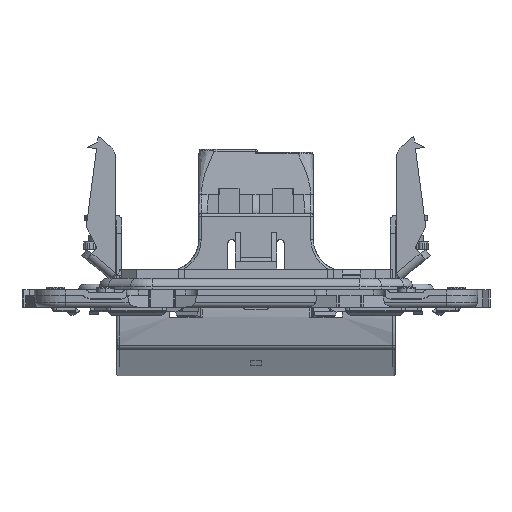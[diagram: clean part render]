
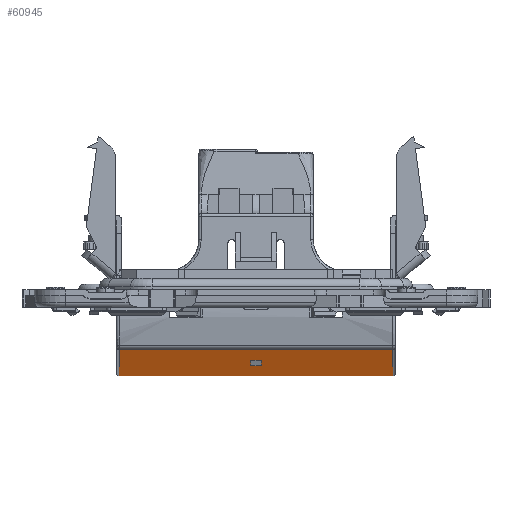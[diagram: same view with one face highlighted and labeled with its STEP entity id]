
A CAD part, left-side view. The second image highlights one B-rep face of the part: STEP entity #60945.
In plain terms, the highlighted planar face has unit normal (-0.104, 0, -0.995).
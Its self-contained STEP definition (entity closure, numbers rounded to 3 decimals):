
#345 = DIRECTION ( 'NONE',  ( 0.995, 0., -0.105 ) ) ;
#3705 = DIRECTION ( 'NONE',  ( 0.995, 0., -0.105 ) ) ;
#11867 = CARTESIAN_POINT ( 'NONE',  ( -121.336, 130.829, -4.346 ) ) ;
#14473 = CARTESIAN_POINT ( 'NONE',  ( -101.308, 88.915, -6.451 ) ) ;
#16680 = VERTEX_POINT ( 'NONE', #43316 ) ;
#17381 = DIRECTION ( 'NONE',  ( -0.995, 0., 0.105 ) ) ;
#17821 = FACE_OUTER_BOUND ( 'NONE', #47352, .T. ) ;
#20736 = EDGE_CURVE ( 'NONE', #65437, #16680, #51174, .T. ) ;
#22893 = AXIS2_PLACEMENT_3D ( 'NONE', #72580, #37903, #17381 ) ;
#24206 = CARTESIAN_POINT ( 'NONE',  ( -121.336, 132.615, -4.346 ) ) ;
#29178 = VECTOR ( 'NONE', #70888, 1000. ) ;
#37903 = DIRECTION ( 'NONE',  ( -0.105, 0., -0.995 ) ) ;
#39313 = LINE ( 'NONE', #14473, #61439 ) ;
#40501 = ORIENTED_EDGE ( 'NONE', *, *, #58849, .T. ) ;
#41940 = CARTESIAN_POINT ( 'NONE',  ( -81.28, 88.915, -8.556 ) ) ;
#42180 = LINE ( 'NONE', #43076, #29178 ) ;
#43076 = CARTESIAN_POINT ( 'NONE',  ( -81.28, 110.765, -8.556 ) ) ;
#43316 = CARTESIAN_POINT ( 'NONE',  ( -81.28, 132.615, -8.556 ) ) ;
#44769 = PLANE ( 'NONE',  #22893 ) ;
#47352 = EDGE_LOOP ( 'NONE', ( #40501, #54569, #75962, #79053 ) ) ;
#48775 = EDGE_CURVE ( 'NONE', #52922, #16680, #42180, .T. ) ;
#51174 = LINE ( 'NONE', #73031, #73867 ) ;
#52922 = VERTEX_POINT ( 'NONE', #41940 ) ;
#54569 = ORIENTED_EDGE ( 'NONE', *, *, #20736, .T. ) ;
#55164 = LINE ( 'NONE', #11867, #76580 ) ;
#55761 = VERTEX_POINT ( 'NONE', #59124 ) ;
#58849 = EDGE_CURVE ( 'NONE', #55761, #65437, #55164, .T. ) ;
#59124 = CARTESIAN_POINT ( 'NONE',  ( -121.336, 88.915, -4.346 ) ) ;
#60945 = ADVANCED_FACE ( 'NONE', ( #17821 ), #44769, .T. ) ;
#61439 = VECTOR ( 'NONE', #345, 1000. ) ;
#65437 = VERTEX_POINT ( 'NONE', #24206 ) ;
#70828 = EDGE_CURVE ( 'NONE', #55761, #52922, #39313, .T. ) ;
#70888 = DIRECTION ( 'NONE',  ( 0., 1., 0. ) ) ;
#72580 = CARTESIAN_POINT ( 'NONE',  ( -101.308, 130.829, -6.451 ) ) ;
#73031 = CARTESIAN_POINT ( 'NONE',  ( -101.308, 132.615, -6.451 ) ) ;
#73867 = VECTOR ( 'NONE', #3705, 1000. ) ;
#75962 = ORIENTED_EDGE ( 'NONE', *, *, #48775, .F. ) ;
#76580 = VECTOR ( 'NONE', #82985, 1000. ) ;
#79053 = ORIENTED_EDGE ( 'NONE', *, *, #70828, .F. ) ;
#82985 = DIRECTION ( 'NONE',  ( 0., 1., 0. ) ) ;
